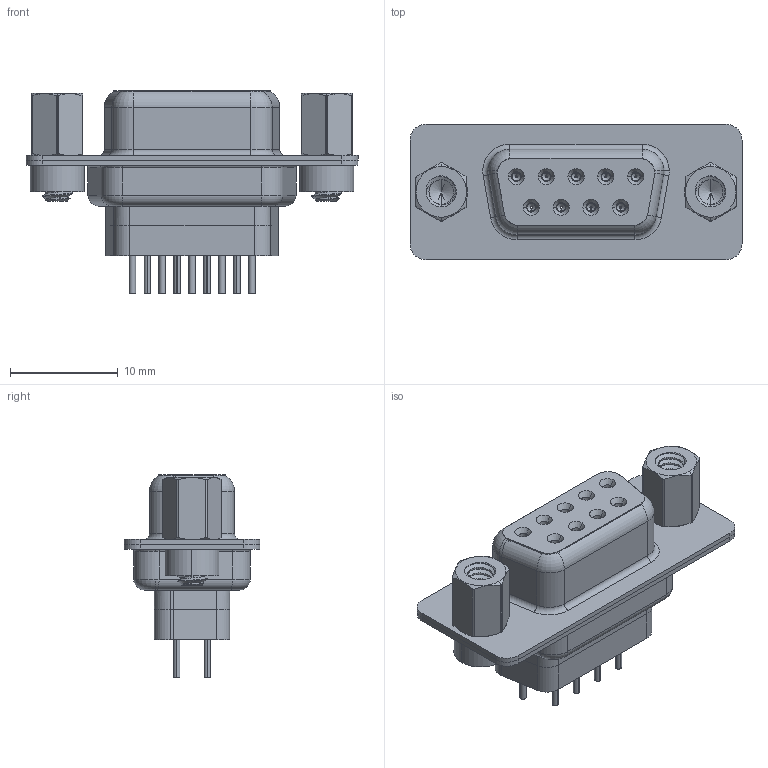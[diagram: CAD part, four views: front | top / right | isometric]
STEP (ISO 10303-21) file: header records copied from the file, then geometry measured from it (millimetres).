
FILE_DESCRIPTION (( 'STEP AP203' ), '1' );
FILE_NAME ('628-009-228-243.STEP', '2020-07-20T22:22:37', ( '' ), ( '' ), 'SwSTEP 2.0', 'SolidWorks 2020', '' );
FILE_SCHEMA (( 'CONFIG_CONTROL_DESIGN' ));
Length unit declared in the file: millimetre
Products named in the file (8): 628 Shell Front_09 Contacts; 628 Contact Row 1_28L; 628 4-40 Threaded Rivet; 628 4-40 Hex Standoff; 628 Contact Row 2_28L; 628 Shell Rear_09 Contacts; 628-009-228-243; 628 Housing_09 FF
Assembly tree (16 placements, depth 2):
  628-009-228-243
    628 Housing_09 FF
    628 Shell Front_09 Contacts
    628 Shell Rear_09 Contacts
    628 Contact Row 1_28L  x5
    628 Contact Row 2_28L  x4
    628 4-40 Threaded Rivet  x2
    628 4-40 Hex Standoff  x2
Bounding box: 30.8 x 12.6 x 18.8 mm (x, y, z)
Volume: 2209.6 mm3; surface area: 5439.7 mm2
Topology: 17 solids, 17 shells, 1573 faces, 4016 edges, 2506 vertices
Faces by surface type: cylinder 527, plane 374, torus 291, bspline 198, cone 183
Entity records: 26949 total; most frequent: CARTESIAN_POINT 9993, ORIENTED_EDGE 3368, DIRECTION 3346, EDGE_CURVE 1684, AXIS2_PLACEMENT_3D 1377, VERTEX_POINT 1061, EDGE_LOOP 765, CIRCLE 730
